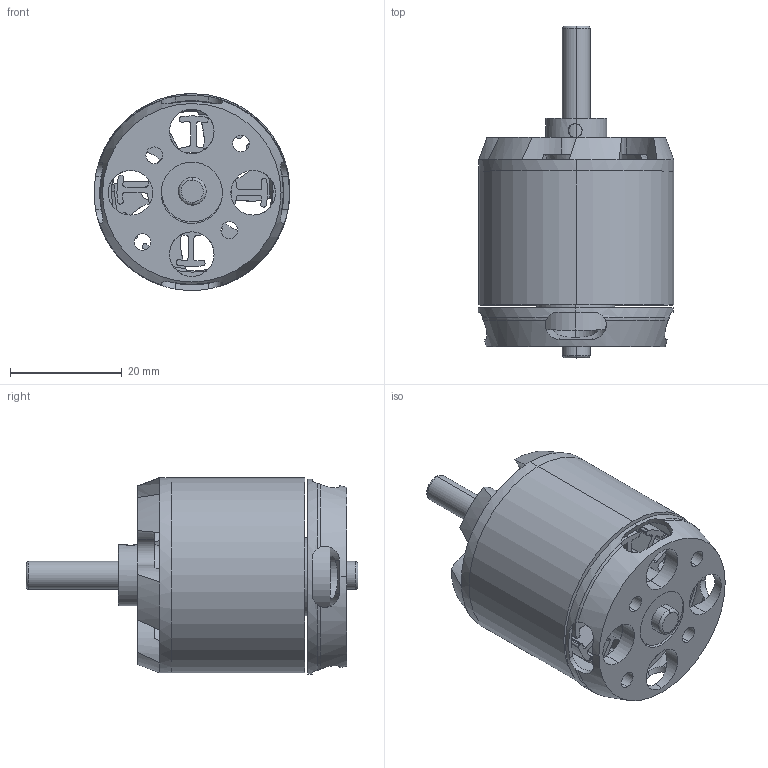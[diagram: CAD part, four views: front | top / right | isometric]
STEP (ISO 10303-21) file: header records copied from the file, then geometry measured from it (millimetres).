
FILE_DESCRIPTION (( 'STEP AP203' ), '1' );
FILE_NAME ('Turnigy Motor D3542-4.STEP', '2023-01-09T14:38:42', ( '' ), ( '' ), 'SwSTEP 2.0', 'SolidWorks 2021', '' );
FILE_SCHEMA (( 'CONFIG_CONTROL_DESIGN' ));
Length unit declared in the file: millimetre
Products named in the file (1): Turnigy Motor D3542-4
Bounding box: 35.08 x 59.5 x 35.27 mm (x, y, z)
Volume: 13132.5 mm3; surface area: 20071.9 mm2
Topology: 6 solids, 6 shells, 362 faces, 1090 edges, 717 vertices
Faces by surface type: cylinder 241, plane 82, cone 19, bspline 14, torus 6
Entity records: 13399 total; most frequent: CARTESIAN_POINT 3322, ORIENTED_EDGE 2180, DIRECTION 2151, EDGE_CURVE 1090, AXIS2_PLACEMENT_3D 871, VERTEX_POINT 717, CIRCLE 522, LINE 409
